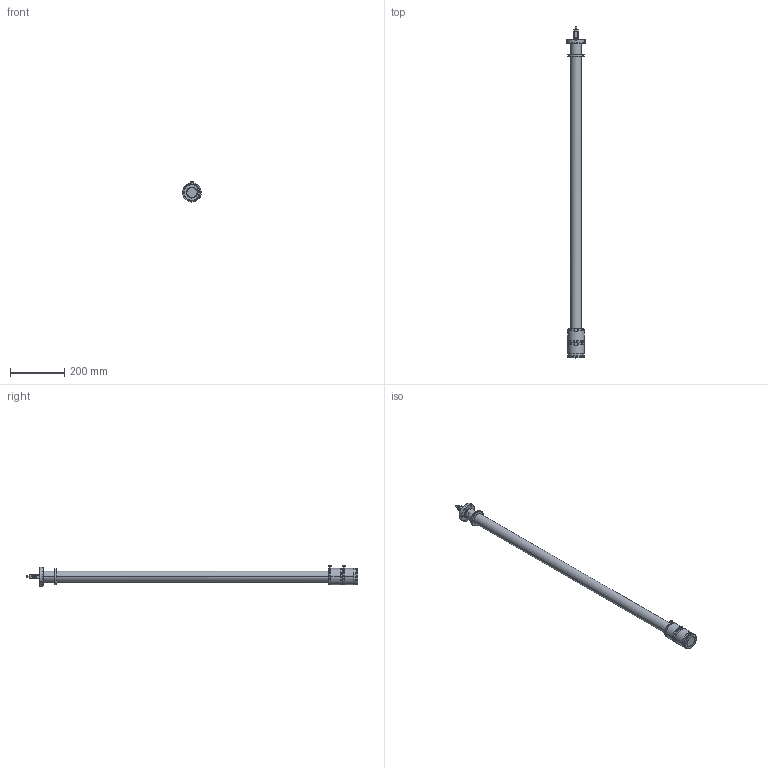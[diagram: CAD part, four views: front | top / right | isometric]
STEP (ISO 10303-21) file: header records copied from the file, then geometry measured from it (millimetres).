
FILE_DESCRIPTION(('CATIA V5 STEP Exchange','CAx-IF Rec.Pracs.--- Model Styling and Organization---1.2---2011-12-15'),'2;1');
FILE_NAME('RMDG40-1000-0050.stp','2020-03-03T09:43:23+00:00',('none'),('none'),'CATIA Version 5 Release 21 SP 6 (IN-10)','CATIA V5 STEP AP214','none');
FILE_SCHEMA(('AUTOMOTIVE_DESIGN { 1 0 10303 214 1 1 1 1 }'));
Products named in the file (1): RMDG40-1000-0050
Bounding box: 69.49 x 1220.04 x 73.74 mm (x, y, z)
Volume: 457606.7 mm3; surface area: 490612.1 mm2
Topology: 2 solids, 51 shells, 1611 faces, 4131 edges, 2573 vertices
Faces by surface type: plane 552, cylinder 545, cone 285, sphere 122, torus 107
Entity records: 48986 total; most frequent: CARTESIAN_POINT 13120, ORIENTED_EDGE 8190, DIRECTION 5250, EDGE_CURVE 4095, AXIS2_PLACEMENT_3D 2731, VERTEX_POINT 2573, EDGE_LOOP 1900, CIRCLE 1826
